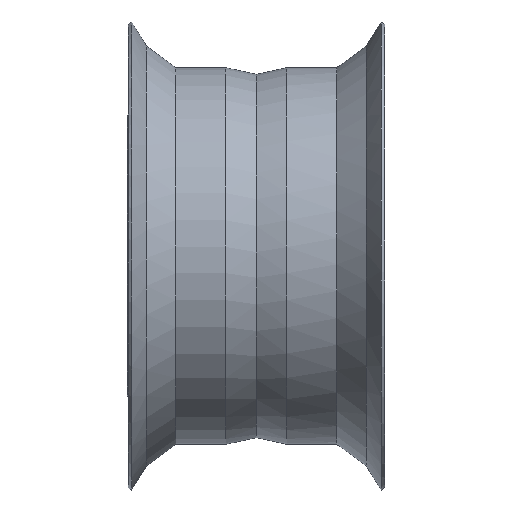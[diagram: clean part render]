
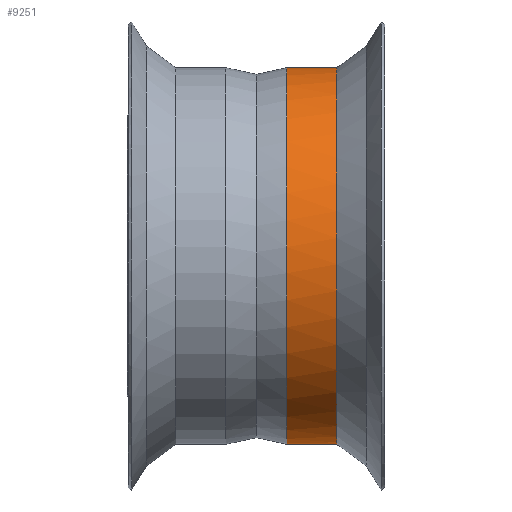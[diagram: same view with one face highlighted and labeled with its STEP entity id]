
A CAD part, top view. The second image highlights one B-rep face of the part: STEP entity #9251.
In plain terms, the highlighted free-form (B-spline) face has degree [1, 3] with [2, 7] control points.
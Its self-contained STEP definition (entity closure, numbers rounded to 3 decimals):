
#75 = CARTESIAN_POINT ( 'NONE',  ( 99.018, 231.439, 0. ) ) ;
#153 = ORIENTED_EDGE ( 'NONE', *, *, #3817, .T. ) ;
#254 = CARTESIAN_POINT ( 'NONE',  ( 37.491, 231.439, 135.574 ) ) ;
#320 = CARTESIAN_POINT ( 'NONE',  ( 37.491, 231.439, 0. ) ) ;
#332 = ORIENTED_EDGE ( 'NONE', *, *, #6422, .T. ) ;
#591 = B_SPLINE_CURVE_WITH_KNOTS ( 'NONE', 1,
 ( #75, #9425 ),
 .UNSPECIFIED., .F., .F.,
 ( 2, 2 ),
 ( -1., 0. ),
 .UNSPECIFIED. ) ;
#2109 =( BOUNDED_SURFACE ( )  B_SPLINE_SURFACE ( 1, 3, ( 
 ( #5418, #6232, #7389, #3158, #8545, #3224, #6434 ),
 ( #11421, #7325, #2139, #2205, #5281, #10529, #4117 ) ),
 .UNSPECIFIED., .F., .F., .F. ) 
 B_SPLINE_SURFACE_WITH_KNOTS ( ( 2, 2 ),
 ( 4, 3, 4 ),
 ( 0., 1. ),
 ( 0., 0.5, 1. ),
 .UNSPECIFIED. ) 
 GEOMETRIC_REPRESENTATION_ITEM ( )  RATIONAL_B_SPLINE_SURFACE ( (
 ( 1., 0.805, 0.805, 1., 0.805, 0.805, 1.),
 ( 1., 0.805, 0.805, 1., 0.805, 0.805, 1.) ) ) 
 REPRESENTATION_ITEM ( '' )  SURFACE ( )  );
#2139 = CARTESIAN_POINT ( 'NONE',  ( 99.018, 135.574, 231.439 ) ) ;
#2205 = CARTESIAN_POINT ( 'NONE',  ( 99.018, 0., 231.439 ) ) ;
#2438 = CARTESIAN_POINT ( 'NONE',  ( 37.491, -231.439, 135.574 ) ) ;
#2505 = CARTESIAN_POINT ( 'NONE',  ( 37.491, -135.574, 231.439 ) ) ;
#3158 = CARTESIAN_POINT ( 'NONE',  ( 37.491, 0., 231.439 ) ) ;
#3224 = CARTESIAN_POINT ( 'NONE',  ( 37.491, -231.439, 135.574 ) ) ;
#3260 = CARTESIAN_POINT ( 'NONE',  ( 37.491, 135.574, 231.439 ) ) ;
#3338 = VERTEX_POINT ( 'NONE', #5000 ) ;
#3388 = CARTESIAN_POINT ( 'NONE',  ( 37.491, 231.439, 0. ) ) ;
#3656 = EDGE_CURVE ( 'NONE', #3338, #13326, #591, .T. ) ;
#3817 = EDGE_CURVE ( 'NONE', #13326, #10243, #7335, .T. ) ;
#4085 = CARTESIAN_POINT ( 'NONE',  ( 99.018, 0., 231.439 ) ) ;
#4117 = CARTESIAN_POINT ( 'NONE',  ( 99.018, -231.439, 0. ) ) ;
#4320 = CARTESIAN_POINT ( 'NONE',  ( 37.491, -231.439, 0. ) ) ;
#4384 = EDGE_LOOP ( 'NONE', ( #5567, #332, #5499, #153 ) ) ;
#5000 = CARTESIAN_POINT ( 'NONE',  ( 99.018, 231.439, 0. ) ) ;
#5281 = CARTESIAN_POINT ( 'NONE',  ( 99.018, -135.574, 231.439 ) ) ;
#5418 = CARTESIAN_POINT ( 'NONE',  ( 37.491, 231.439, 0. ) ) ;
#5499 = ORIENTED_EDGE ( 'NONE', *, *, #3656, .T. ) ;
#5567 = ORIENTED_EDGE ( 'NONE', *, *, #8570, .T. ) ;
#6232 = CARTESIAN_POINT ( 'NONE',  ( 37.491, 231.439, 135.574 ) ) ;
#6335 = CARTESIAN_POINT ( 'NONE',  ( 99.018, 231.439, 0. ) ) ;
#6422 = EDGE_CURVE ( 'NONE', #11468, #3338, #8800, .T. ) ;
#6434 = CARTESIAN_POINT ( 'NONE',  ( 37.491, -231.439, 0. ) ) ;
#6539 = CARTESIAN_POINT ( 'NONE',  ( 37.491, -231.439, 0. ) ) ;
#7325 = CARTESIAN_POINT ( 'NONE',  ( 99.018, 231.439, 135.574 ) ) ;
#7335 =( BOUNDED_CURVE ( )  B_SPLINE_CURVE ( 3, ( #320, #254, #3260, #8717, #2505, #2438, #6539 ),
 .UNSPECIFIED., .F., .T. ) 
 B_SPLINE_CURVE_WITH_KNOTS ( ( 4, 3, 4 ),
 ( -3.142, -1.571, 0. ),
 .UNSPECIFIED. ) 
 CURVE ( )  GEOMETRIC_REPRESENTATION_ITEM ( )  RATIONAL_B_SPLINE_CURVE ( ( 1., 0.805, 0.805, 1., 0.805, 0.805, 1. ) ) 
 REPRESENTATION_ITEM ( '' )  );
#7389 = CARTESIAN_POINT ( 'NONE',  ( 37.491, 135.574, 231.439 ) ) ;
#8381 = CARTESIAN_POINT ( 'NONE',  ( 99.018, -231.439, 0. ) ) ;
#8545 = CARTESIAN_POINT ( 'NONE',  ( 37.491, -135.574, 231.439 ) ) ;
#8570 = EDGE_CURVE ( 'NONE', #10243, #11468, #12603, .T. ) ;
#8717 = CARTESIAN_POINT ( 'NONE',  ( 37.491, 0., 231.439 ) ) ;
#8800 =( BOUNDED_CURVE ( )  B_SPLINE_CURVE ( 3, ( #8381, #11583, #9400, #4085, #12675, #13498, #6335 ),
 .UNSPECIFIED., .F., .T. ) 
 B_SPLINE_CURVE_WITH_KNOTS ( ( 4, 3, 4 ),
 ( -3.142, -1.571, 0. ),
 .UNSPECIFIED. ) 
 CURVE ( )  GEOMETRIC_REPRESENTATION_ITEM ( )  RATIONAL_B_SPLINE_CURVE ( ( 1., 0.805, 0.805, 1., 0.805, 0.805, 1. ) ) 
 REPRESENTATION_ITEM ( '' )  );
#8842 = CARTESIAN_POINT ( 'NONE',  ( 37.491, -231.439, 0. ) ) ;
#9251 = ADVANCED_FACE ( 'NONE', ( #9366 ), #2109, .F. ) ;
#9366 = FACE_OUTER_BOUND ( 'NONE', #4384, .T. ) ;
#9400 = CARTESIAN_POINT ( 'NONE',  ( 99.018, -135.574, 231.439 ) ) ;
#9425 = CARTESIAN_POINT ( 'NONE',  ( 37.491, 231.439, 0. ) ) ;
#9880 = CARTESIAN_POINT ( 'NONE',  ( 99.018, -231.439, 0. ) ) ;
#10005 = CARTESIAN_POINT ( 'NONE',  ( 99.018, -231.439, 0. ) ) ;
#10243 = VERTEX_POINT ( 'NONE', #4320 ) ;
#10529 = CARTESIAN_POINT ( 'NONE',  ( 99.018, -231.439, 135.574 ) ) ;
#11421 = CARTESIAN_POINT ( 'NONE',  ( 99.018, 231.439, 0. ) ) ;
#11468 = VERTEX_POINT ( 'NONE', #9880 ) ;
#11583 = CARTESIAN_POINT ( 'NONE',  ( 99.018, -231.439, 135.574 ) ) ;
#12603 = B_SPLINE_CURVE_WITH_KNOTS ( 'NONE', 1,
 ( #8842, #10005 ),
 .UNSPECIFIED., .F., .F.,
 ( 2, 2 ),
 ( -1., 0. ),
 .UNSPECIFIED. ) ;
#12675 = CARTESIAN_POINT ( 'NONE',  ( 99.018, 135.574, 231.439 ) ) ;
#13326 = VERTEX_POINT ( 'NONE', #3388 ) ;
#13498 = CARTESIAN_POINT ( 'NONE',  ( 99.018, 231.439, 135.574 ) ) ;
